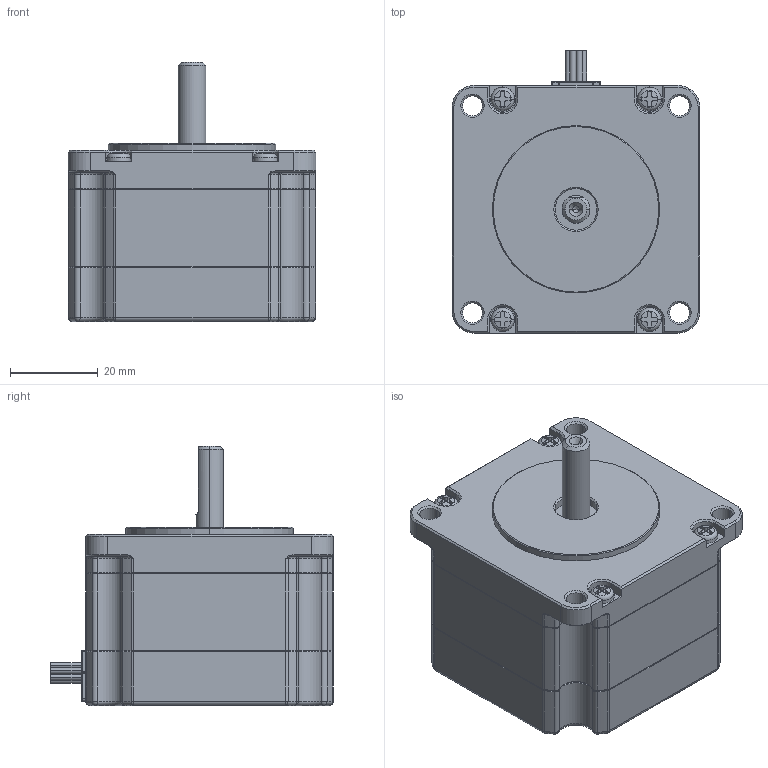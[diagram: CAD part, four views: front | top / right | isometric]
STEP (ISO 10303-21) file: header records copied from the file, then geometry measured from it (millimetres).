
FILE_DESCRIPTION(('Creo Elements/Direct Modeling STEP Export'),'2;1');
FILE_NAME('TS3653N101.stp','2014-07-05T16:39:48',(''),(''),'Creo Elements/Direct Modeling STEP processor for AP203 (Solid Model)','Creo Elements/Direct Modeling 17.0F 20-Aug-2012 (C) Parametric Technology GmbH','');
FILE_SCHEMA(('CONFIG_CONTROL_DESIGN'));
Length unit declared in the file: millimetre
Products named in the file (1): Skin_Group1
Bounding box: 56.4 x 64.4 x 59 mm (x, y, z)
Volume: 115785.8 mm3; surface area: 16182.9 mm2
Topology: 1 solids, 1 shells, 546 faces, 1349 edges, 797 vertices
Faces by surface type: cylinder 191, plane 143, cone 112, torus 52, sphere 32, bspline 16
Entity records: 20102 total; most frequent: CARTESIAN_POINT 3049, DIRECTION 2742, ORIENTED_EDGE 2630, EDGE_CURVE 1315, AXIS2_PLACEMENT_3D 1080, VERTEX_POINT 797, VECTOR 582, LINE 582
